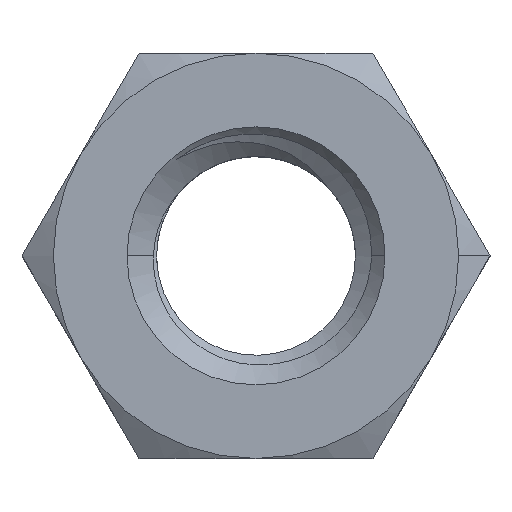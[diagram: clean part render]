
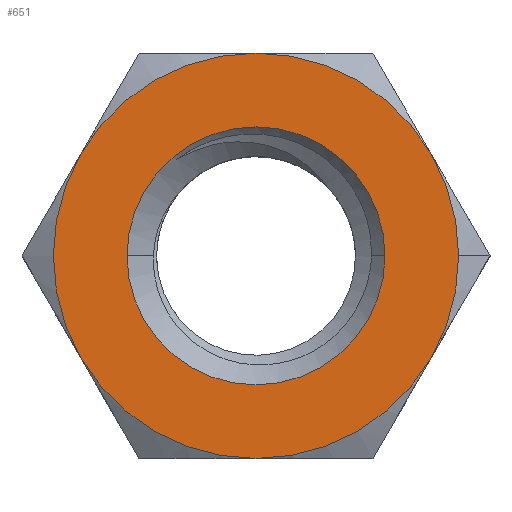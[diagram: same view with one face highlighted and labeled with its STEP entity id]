
A CAD part, top view. The second image highlights one B-rep face of the part: STEP entity #651.
In plain terms, the highlighted planar face has unit normal (0, 0, 1).
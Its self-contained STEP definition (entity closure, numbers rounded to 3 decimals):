
#5 = CARTESIAN_POINT ( 'NONE',  ( 0., 0., 6.5 ) ) ;
#54 = CARTESIAN_POINT ( 'NONE',  ( 0., 0., 6.5 ) ) ;
#65 = CARTESIAN_POINT ( 'NONE',  ( 0., 0., 6.5 ) ) ;
#106 = DIRECTION ( 'NONE',  ( 0., 0., 1. ) ) ;
#129 = DIRECTION ( 'NONE',  ( 1., 0., 0. ) ) ;
#149 = DIRECTION ( 'NONE',  ( 1., 0., 0. ) ) ;
#152 = VERTEX_POINT ( 'NONE', #1637 ) ;
#154 = AXIS2_PLACEMENT_3D ( 'NONE', #1629, #862, #1476 ) ;
#175 = CIRCLE ( 'NONE', #1639, 6.5 ) ;
#177 = DIRECTION ( 'NONE',  ( 0., 0., -1. ) ) ;
#192 = FACE_BOUND ( 'NONE', #1743, .T. ) ;
#218 = VERTEX_POINT ( 'NONE', #430 ) ;
#257 = EDGE_CURVE ( 'NONE', #218, #1188, #175, .T. ) ;
#260 = CARTESIAN_POINT ( 'NONE',  ( 0., 0., 6.5 ) ) ;
#281 = AXIS2_PLACEMENT_3D ( 'NONE', #713, #564, #869 ) ;
#310 = CARTESIAN_POINT ( 'NONE',  ( 0., 0., 6.5 ) ) ;
#323 = EDGE_CURVE ( 'NONE', #152, #218, #555, .T. ) ;
#344 = ORIENTED_EDGE ( 'NONE', *, *, #323, .T. ) ;
#355 = EDGE_CURVE ( 'NONE', #775, #1263, #1905, .T. ) ;
#386 = ORIENTED_EDGE ( 'NONE', *, *, #489, .T. ) ;
#400 = DIRECTION ( 'NONE',  ( 1., 0., 0. ) ) ;
#430 = CARTESIAN_POINT ( 'NONE',  ( 0., -6.5, 6.5 ) ) ;
#434 = CIRCLE ( 'NONE', #1396, 6.5 ) ;
#489 = EDGE_CURVE ( 'NONE', #1263, #775, #1723, .T. ) ;
#496 = EDGE_CURVE ( 'NONE', #1150, #1275, #1161, .T. ) ;
#507 = DIRECTION ( 'NONE',  ( 1., 0., 0. ) ) ;
#526 = CARTESIAN_POINT ( 'NONE',  ( 5.629, 3.25, 6.5 ) ) ;
#530 = CIRCLE ( 'NONE', #154, 6.5 ) ;
#540 = DIRECTION ( 'NONE',  ( 1., 0., 0. ) ) ;
#555 = CIRCLE ( 'NONE', #1190, 6.5 ) ;
#561 = ORIENTED_EDGE ( 'NONE', *, *, #257, .T. ) ;
#564 = DIRECTION ( 'NONE',  ( 0., 0., 1. ) ) ;
#572 = EDGE_CURVE ( 'NONE', #1188, #888, #971, .T. ) ;
#634 = DIRECTION ( 'NONE',  ( 1., 0., 0. ) ) ;
#649 = DIRECTION ( 'NONE',  ( 0., 0., 1. ) ) ;
#651 = ADVANCED_FACE ( 'NONE', ( #192, #1073 ), #1053, .T. ) ;
#710 = DIRECTION ( 'NONE',  ( 0., 0., -1. ) ) ;
#713 = CARTESIAN_POINT ( 'NONE',  ( 0., 0., 6.5 ) ) ;
#737 = ORIENTED_EDGE ( 'NONE', *, *, #355, .T. ) ;
#775 = VERTEX_POINT ( 'NONE', #1695 ) ;
#810 = CARTESIAN_POINT ( 'NONE',  ( 0., 0., 6.5 ) ) ;
#829 = AXIS2_PLACEMENT_3D ( 'NONE', #65, #1152, #540 ) ;
#862 = DIRECTION ( 'NONE',  ( 0., 0., 1. ) ) ;
#869 = DIRECTION ( 'NONE',  ( 1., 0., 0. ) ) ;
#888 = VERTEX_POINT ( 'NONE', #2014 ) ;
#944 = DIRECTION ( 'NONE',  ( 1., 0., 0. ) ) ;
#971 = CIRCLE ( 'NONE', #829, 6.5 ) ;
#982 = AXIS2_PLACEMENT_3D ( 'NONE', #5, #1410, #634 ) ;
#1018 = AXIS2_PLACEMENT_3D ( 'NONE', #310, #710, #149 ) ;
#1046 = AXIS2_PLACEMENT_3D ( 'NONE', #810, #649, #507 ) ;
#1053 = PLANE ( 'NONE',  #281 ) ;
#1061 = CARTESIAN_POINT ( 'NONE',  ( 0., 0., 6.5 ) ) ;
#1073 = FACE_OUTER_BOUND ( 'NONE', #1747, .T. ) ;
#1150 = VERTEX_POINT ( 'NONE', #526 ) ;
#1152 = DIRECTION ( 'NONE',  ( 0., 0., 1. ) ) ;
#1161 = CIRCLE ( 'NONE', #982, 6.5 ) ;
#1185 = CARTESIAN_POINT ( 'NONE',  ( 4.137, 0., 6.5 ) ) ;
#1188 = VERTEX_POINT ( 'NONE', #1302 ) ;
#1190 = AXIS2_PLACEMENT_3D ( 'NONE', #54, #1587, #1751 ) ;
#1252 = EDGE_CURVE ( 'NONE', #1644, #152, #530, .T. ) ;
#1260 = ORIENTED_EDGE ( 'NONE', *, *, #1252, .T. ) ;
#1263 = VERTEX_POINT ( 'NONE', #1185 ) ;
#1275 = VERTEX_POINT ( 'NONE', #1484 ) ;
#1276 = ORIENTED_EDGE ( 'NONE', *, *, #1292, .T. ) ;
#1292 = EDGE_CURVE ( 'NONE', #888, #1150, #434, .T. ) ;
#1302 = CARTESIAN_POINT ( 'NONE',  ( 5.629, -3.25, 6.5 ) ) ;
#1351 = AXIS2_PLACEMENT_3D ( 'NONE', #1541, #177, #944 ) ;
#1357 = EDGE_CURVE ( 'NONE', #1275, #1644, #1729, .T. ) ;
#1396 = AXIS2_PLACEMENT_3D ( 'NONE', #260, #106, #400 ) ;
#1410 = DIRECTION ( 'NONE',  ( 0., 0., 1. ) ) ;
#1476 = DIRECTION ( 'NONE',  ( 1., 0., 0. ) ) ;
#1480 = ORIENTED_EDGE ( 'NONE', *, *, #1357, .T. ) ;
#1484 = CARTESIAN_POINT ( 'NONE',  ( 0., 6.5, 6.5 ) ) ;
#1541 = CARTESIAN_POINT ( 'NONE',  ( 0., 0., 6.5 ) ) ;
#1587 = DIRECTION ( 'NONE',  ( 0., 0., 1. ) ) ;
#1615 = ORIENTED_EDGE ( 'NONE', *, *, #572, .T. ) ;
#1629 = CARTESIAN_POINT ( 'NONE',  ( 0., 0., 6.5 ) ) ;
#1637 = CARTESIAN_POINT ( 'NONE',  ( -5.629, -3.25, 6.5 ) ) ;
#1639 = AXIS2_PLACEMENT_3D ( 'NONE', #1061, #1679, #129 ) ;
#1644 = VERTEX_POINT ( 'NONE', #1788 ) ;
#1679 = DIRECTION ( 'NONE',  ( 0., 0., 1. ) ) ;
#1695 = CARTESIAN_POINT ( 'NONE',  ( -4.137, 0., 6.5 ) ) ;
#1723 = CIRCLE ( 'NONE', #1351, 4.137 ) ;
#1729 = CIRCLE ( 'NONE', #1046, 6.5 ) ;
#1743 = EDGE_LOOP ( 'NONE', ( #386, #737 ) ) ;
#1747 = EDGE_LOOP ( 'NONE', ( #1615, #1276, #1868, #1480, #1260, #344, #561 ) ) ;
#1751 = DIRECTION ( 'NONE',  ( 1., 0., 0. ) ) ;
#1788 = CARTESIAN_POINT ( 'NONE',  ( -5.629, 3.25, 6.5 ) ) ;
#1868 = ORIENTED_EDGE ( 'NONE', *, *, #496, .T. ) ;
#1905 = CIRCLE ( 'NONE', #1018, 4.137 ) ;
#2014 = CARTESIAN_POINT ( 'NONE',  ( 6.5, 0., 6.5 ) ) ;
